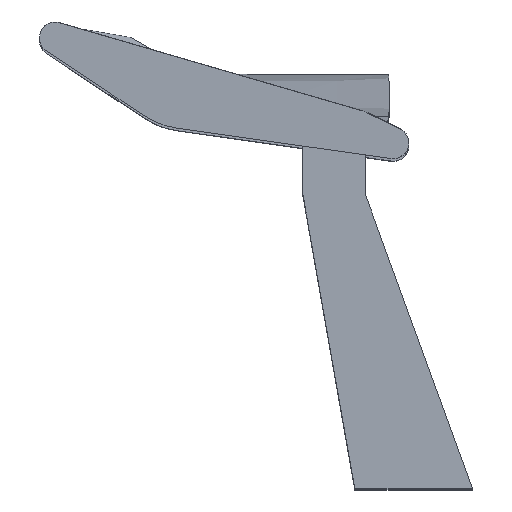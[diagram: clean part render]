
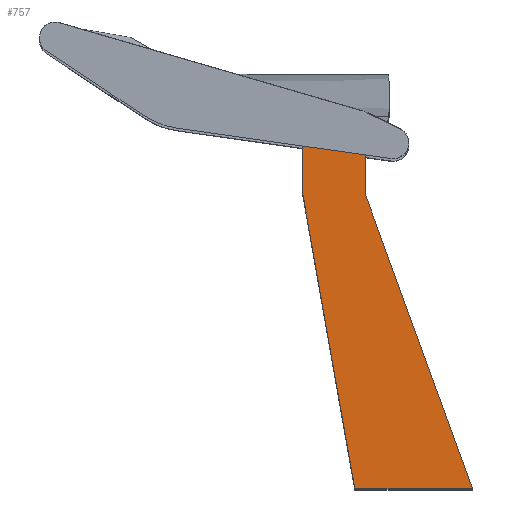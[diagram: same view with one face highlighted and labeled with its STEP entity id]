
A CAD part, top view. The second image highlights one B-rep face of the part: STEP entity #757.
In plain terms, the highlighted planar face has unit normal (0, 0, 1).
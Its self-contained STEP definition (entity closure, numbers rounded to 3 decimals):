
#55=B_SPLINE_CURVE_WITH_KNOTS('',3,(#1122,#1123,#1124,#1125),
 .UNSPECIFIED.,.F.,.F.,(4,4),(-5.5,-1.5),
 .UNSPECIFIED.);
#73=FACE_OUTER_BOUND('',#117,.T.);
#117=EDGE_LOOP('',(#521,#522,#523,#524,#525,#526));
#173=LINE('',#1119,#251);
#174=LINE('',#1127,#252);
#175=LINE('',#1129,#253);
#176=LINE('',#1131,#254);
#177=LINE('',#1132,#255);
#251=VECTOR('',#889,10.);
#252=VECTOR('',#892,10.);
#253=VECTOR('',#893,10.);
#254=VECTOR('',#894,10.);
#255=VECTOR('',#895,10.);
#327=VERTEX_POINT('',#1091);
#328=VERTEX_POINT('',#1117);
#329=VERTEX_POINT('',#1121);
#330=VERTEX_POINT('',#1126);
#331=VERTEX_POINT('',#1128);
#332=VERTEX_POINT('',#1130);
#407=EDGE_CURVE('',#328,#327,#173,.T.);
#408=EDGE_CURVE('',#327,#329,#55,.T.);
#409=EDGE_CURVE('',#330,#328,#174,.T.);
#410=EDGE_CURVE('',#331,#330,#175,.T.);
#411=EDGE_CURVE('',#332,#331,#176,.T.);
#412=EDGE_CURVE('',#329,#332,#177,.T.);
#521=ORIENTED_EDGE('',*,*,#408,.F.);
#522=ORIENTED_EDGE('',*,*,#407,.F.);
#523=ORIENTED_EDGE('',*,*,#409,.F.);
#524=ORIENTED_EDGE('',*,*,#410,.F.);
#525=ORIENTED_EDGE('',*,*,#411,.F.);
#526=ORIENTED_EDGE('',*,*,#412,.F.);
#727=PLANE('',#817);
#757=ADVANCED_FACE('',(#73),#727,.T.);
#817=AXIS2_PLACEMENT_3D('',#1120,#890,#891);
#889=DIRECTION('',(0.,1.,0.));
#890=DIRECTION('center_axis',(0.,0.,1.));
#891=DIRECTION('ref_axis',(1.,0.,0.));
#892=DIRECTION('',(-0.174,0.985,0.));
#893=DIRECTION('',(-1.,0.,0.));
#894=DIRECTION('',(0.342,-0.94,0.));
#895=DIRECTION('',(0.,-1.,0.));
#1091=CARTESIAN_POINT('',(44.999,-15.109,210.));
#1117=CARTESIAN_POINT('',(44.999,-72.274,210.));
#1119=CARTESIAN_POINT('',(44.999,-12.274,210.));
#1120=CARTESIAN_POINT('Origin',(99.197,-136.241,210.));
#1121=CARTESIAN_POINT('',(84.999,-15.122,210.));
#1122=CARTESIAN_POINT('Ctrl Pts',(44.999,-15.109,210.));
#1123=CARTESIAN_POINT('Ctrl Pts',(58.333,-15.109,210.));
#1124=CARTESIAN_POINT('Ctrl Pts',(71.666,-15.113,210.));
#1125=CARTESIAN_POINT('Ctrl Pts',(84.999,-15.122,210.));
#1126=CARTESIAN_POINT('',(78.138,-260.215,210.));
#1127=CARTESIAN_POINT('',(44.999,-72.274,210.));
#1128=CARTESIAN_POINT('',(153.403,-260.215,210.));
#1129=CARTESIAN_POINT('',(153.403,-260.215,210.));
#1130=CARTESIAN_POINT('',(84.999,-72.277,210.));
#1131=CARTESIAN_POINT('',(84.999,-72.277,210.));
#1132=CARTESIAN_POINT('',(84.999,-12.277,210.));
